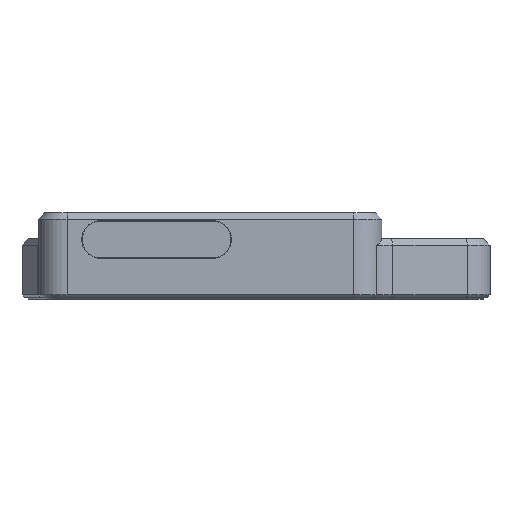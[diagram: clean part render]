
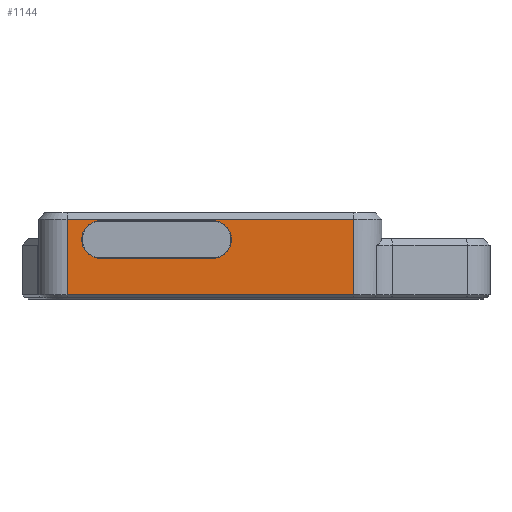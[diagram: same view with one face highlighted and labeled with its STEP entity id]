
A CAD part, left-side view. The second image highlights one B-rep face of the part: STEP entity #1144.
In plain terms, the highlighted planar face has unit normal (-1, -0.001, 0).
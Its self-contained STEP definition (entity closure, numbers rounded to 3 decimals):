
#1035=CARTESIAN_POINT('',(-3.456,-30.568,-2.));
#1036=DIRECTION('',(-1.,-0.001,-0.));
#1037=DIRECTION('',(0.,-0.,-1.));
#1038=AXIS2_PLACEMENT_3D('',#1035,#1036,#1037);
#1039=PLANE('',#1038);
#1040=CARTESIAN_POINT('',(-3.435,-58.006,-3.05));
#1041=VERTEX_POINT('',#1040);
#1042=CARTESIAN_POINT('',(-3.435,-58.006,11.15));
#1043=VERTEX_POINT('',#1042);
#1044=CARTESIAN_POINT('',(-3.435,-58.006,-3.05));
#1045=DIRECTION('',(-0.,0.,1.));
#1046=VECTOR('',#1045,14.2);
#1047=LINE('',#1044,#1046);
#1048=EDGE_CURVE('',#1041,#1043,#1047,.T.);
#1049=ORIENTED_EDGE('',*,*,#1048,.T.);
#1050=CARTESIAN_POINT('',(-3.476,-4.196,11.15));
#1051=VERTEX_POINT('',#1050);
#1052=CARTESIAN_POINT('',(-3.476,-4.196,11.15));
#1053=DIRECTION('',(0.001,-1.,0.));
#1054=VECTOR('',#1053,53.81);
#1055=LINE('',#1052,#1054);
#1056=EDGE_CURVE('',#1051,#1043,#1055,.T.);
#1057=ORIENTED_EDGE('',*,*,#1056,.F.);
#1058=CARTESIAN_POINT('',(-3.476,-4.196,-3.05));
#1059=VERTEX_POINT('',#1058);
#1060=CARTESIAN_POINT('',(-3.476,-4.196,-3.05));
#1061=DIRECTION('',(-0.,0.,1.));
#1062=VECTOR('',#1061,14.2);
#1063=LINE('',#1060,#1062);
#1064=EDGE_CURVE('',#1059,#1051,#1063,.T.);
#1065=ORIENTED_EDGE('',*,*,#1064,.F.);
#1066=CARTESIAN_POINT('',(-3.435,-58.006,-3.05));
#1067=DIRECTION('',(-0.001,1.,-0.));
#1068=VECTOR('',#1067,53.81);
#1069=LINE('',#1066,#1068);
#1070=EDGE_CURVE('',#1041,#1059,#1069,.T.);
#1071=ORIENTED_EDGE('',*,*,#1070,.F.);
#1072=EDGE_LOOP('',(#1049,#1057,#1065,#1071));
#1073=FACE_BOUND('',#1072,.T.);
#1074=CARTESIAN_POINT('',(-3.471,-10.465,10.9));
#1075=VERTEX_POINT('',#1074);
#1076=CARTESIAN_POINT('',(-3.455,-31.565,10.9));
#1077=VERTEX_POINT('',#1076);
#1078=CARTESIAN_POINT('',(-3.471,-10.465,10.9));
#1079=DIRECTION('',(0.001,-1.,0.));
#1080=VECTOR('',#1079,21.1);
#1081=LINE('',#1078,#1080);
#1082=EDGE_CURVE('',#1075,#1077,#1081,.T.);
#1083=ORIENTED_EDGE('',*,*,#1082,.T.);
#1084=CARTESIAN_POINT('',(-3.452,-35.065,7.4));
#1085=VERTEX_POINT('',#1084);
#1086=CARTESIAN_POINT('',(-3.455,-31.565,7.4));
#1087=DIRECTION('',(-1.,-0.001,-0.));
#1088=DIRECTION('',(0.,-0.,-1.));
#1089=AXIS2_PLACEMENT_3D('',#1086,#1087,#1088);
#1090=CIRCLE('',#1089,3.5);
#1091=EDGE_CURVE('',#1085,#1077,#1090,.T.);
#1092=ORIENTED_EDGE('',*,*,#1091,.F.);
#1093=CARTESIAN_POINT('',(-3.452,-35.065,7.3));
#1094=VERTEX_POINT('',#1093);
#1095=CARTESIAN_POINT('',(-3.452,-35.065,7.4));
#1096=DIRECTION('',(0.,-0.,-1.));
#1097=VECTOR('',#1096,0.1);
#1098=LINE('',#1095,#1097);
#1099=EDGE_CURVE('',#1085,#1094,#1098,.T.);
#1100=ORIENTED_EDGE('',*,*,#1099,.T.);
#1101=CARTESIAN_POINT('',(-3.455,-31.565,3.8));
#1102=VERTEX_POINT('',#1101);
#1103=CARTESIAN_POINT('',(-3.455,-31.565,7.3));
#1104=DIRECTION('',(-1.,-0.001,-0.));
#1105=DIRECTION('',(0.,-0.,-1.));
#1106=AXIS2_PLACEMENT_3D('',#1103,#1104,#1105);
#1107=CIRCLE('',#1106,3.5);
#1108=EDGE_CURVE('',#1102,#1094,#1107,.T.);
#1109=ORIENTED_EDGE('',*,*,#1108,.F.);
#1110=CARTESIAN_POINT('',(-3.471,-10.465,3.8));
#1111=VERTEX_POINT('',#1110);
#1112=CARTESIAN_POINT('',(-3.471,-10.465,3.8));
#1113=DIRECTION('',(0.001,-1.,0.));
#1114=VECTOR('',#1113,21.1);
#1115=LINE('',#1112,#1114);
#1116=EDGE_CURVE('',#1111,#1102,#1115,.T.);
#1117=ORIENTED_EDGE('',*,*,#1116,.F.);
#1118=CARTESIAN_POINT('',(-3.474,-6.965,7.3));
#1119=VERTEX_POINT('',#1118);
#1120=CARTESIAN_POINT('',(-3.471,-10.465,7.3));
#1121=DIRECTION('',(-1.,-0.001,-0.));
#1122=DIRECTION('',(0.,-0.,-1.));
#1123=AXIS2_PLACEMENT_3D('',#1120,#1121,#1122);
#1124=CIRCLE('',#1123,3.5);
#1125=EDGE_CURVE('',#1119,#1111,#1124,.T.);
#1126=ORIENTED_EDGE('',*,*,#1125,.F.);
#1127=CARTESIAN_POINT('',(-3.474,-6.965,7.4));
#1128=VERTEX_POINT('',#1127);
#1129=CARTESIAN_POINT('',(-3.474,-6.965,7.4));
#1130=DIRECTION('',(0.,-0.,-1.));
#1131=VECTOR('',#1130,0.1);
#1132=LINE('',#1129,#1131);
#1133=EDGE_CURVE('',#1128,#1119,#1132,.T.);
#1134=ORIENTED_EDGE('',*,*,#1133,.F.);
#1135=CARTESIAN_POINT('',(-3.471,-10.465,7.4));
#1136=DIRECTION('',(-1.,-0.001,-0.));
#1137=DIRECTION('',(0.,-0.,-1.));
#1138=AXIS2_PLACEMENT_3D('',#1135,#1136,#1137);
#1139=CIRCLE('',#1138,3.5);
#1140=EDGE_CURVE('',#1075,#1128,#1139,.T.);
#1141=ORIENTED_EDGE('',*,*,#1140,.F.);
#1142=EDGE_LOOP('',(#1083,#1092,#1100,#1109,#1117,#1126,#1134,#1141));
#1143=FACE_BOUND('',#1142,.T.);
#1144=ADVANCED_FACE('',(#1073,#1143),#1039,.T.);
